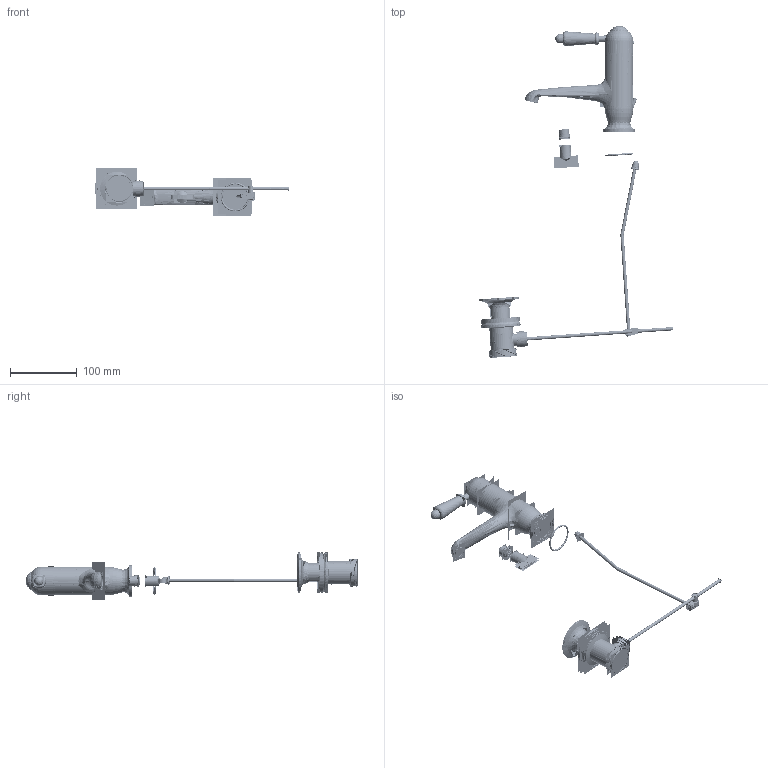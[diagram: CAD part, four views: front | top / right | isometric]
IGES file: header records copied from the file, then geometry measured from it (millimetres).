
Start section:  PTC IGES file: ch20-1.igs
Global section: file name: ch20-1.igs; native system: Pro/ENGINEER by Parametric Technology Corporation; preprocessor: 2010280; author: Administrator; organization: Unknown; date: 20191224.100905; units: millimetre
Bounding box: 292.36 x 498.82 x 71.36 mm (x, y, z)
Volume: 361696.7 mm3; surface area: 1818837.5 mm2
Topology: 18 solids, 47 shells, 4248 faces, 26415 edges, 35941 vertices
Faces by surface type: bspline 2926, revolution 1322
